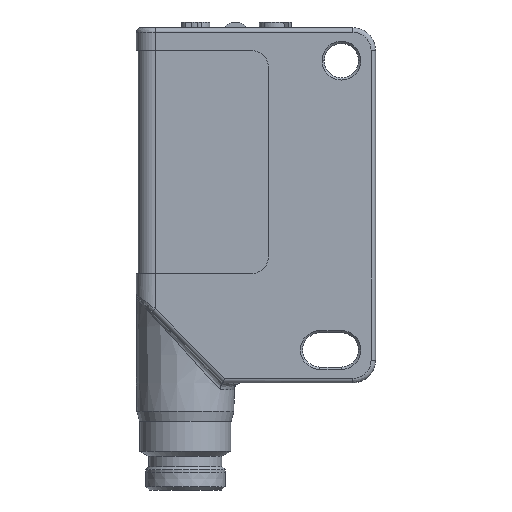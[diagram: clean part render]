
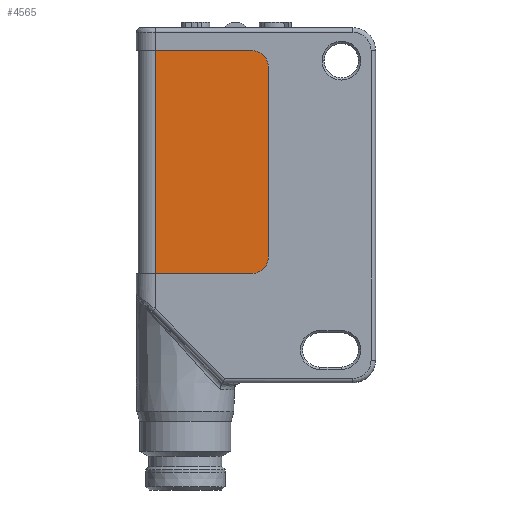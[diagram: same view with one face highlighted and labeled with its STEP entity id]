
A CAD part, front view. The second image highlights one B-rep face of the part: STEP entity #4565.
In plain terms, the highlighted planar face has unit normal (0, -1, 0).
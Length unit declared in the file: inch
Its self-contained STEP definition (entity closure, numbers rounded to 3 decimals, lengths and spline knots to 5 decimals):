
#85 = CARTESIAN_POINT ( 'NONE',  ( -0.3701, -0.24983, 0.43701 ) ) ;
#624 = DIRECTION ( 'NONE',  ( 0., 0., 1. ) ) ;
#1369 = AXIS2_PLACEMENT_3D ( 'NONE', #8459, #3139, #6252 ) ;
#1464 = CARTESIAN_POINT ( 'NONE',  ( -0.42916, -0.24983, 1.14969 ) ) ;
#1517 = DIRECTION ( 'NONE',  ( 1., 0., 0. ) ) ;
#1561 = CARTESIAN_POINT ( 'NONE',  ( -0.76181, -0.24983, 1.14969 ) ) ;
#1592 = VECTOR ( 'NONE', #624, 39.37008 ) ;
#2038 = DIRECTION ( 'NONE',  ( 0., 0., 1. ) ) ;
#2158 = PLANE ( 'NONE',  #2841 ) ;
#2637 = EDGE_CURVE ( 'NONE', #9526, #5124, #8104, .T. ) ;
#2841 = AXIS2_PLACEMENT_3D ( 'NONE', #9619, #10679, #4301 ) ;
#2893 = VERTEX_POINT ( 'NONE', #85 ) ;
#2963 = CIRCLE ( 'NONE', #13092, 0.05906 ) ;
#3139 = DIRECTION ( 'NONE',  ( 0., -1., 0. ) ) ;
#3244 = LINE ( 'NONE', #6338, #12726 ) ;
#3554 = CARTESIAN_POINT ( 'NONE',  ( -0.42916, -0.24983, 0.37795 ) ) ;
#3644 = LINE ( 'NONE', #1561, #8148 ) ;
#3850 = DIRECTION ( 'NONE',  ( -1., 0., 0. ) ) ;
#3988 = ORIENTED_EDGE ( 'NONE', *, *, #5872, .F. ) ;
#4301 = DIRECTION ( 'NONE',  ( 1., 0., 0. ) ) ;
#4529 = CARTESIAN_POINT ( 'NONE',  ( -0.3701, -0.24983, 1.09063 ) ) ;
#4565 = ADVANCED_FACE ( 'NONE', ( #8176 ), #2158, .T. ) ;
#4964 = EDGE_CURVE ( 'NONE', #5957, #2893, #2963, .T. ) ;
#4967 = EDGE_CURVE ( 'NONE', #10630, #5124, #3644, .T. ) ;
#5124 = VERTEX_POINT ( 'NONE', #6116 ) ;
#5872 = EDGE_CURVE ( 'NONE', #5957, #9526, #3244, .T. ) ;
#5957 = VERTEX_POINT ( 'NONE', #3554 ) ;
#6116 = CARTESIAN_POINT ( 'NONE',  ( -0.76181, -0.24983, 1.14969 ) ) ;
#6252 = DIRECTION ( 'NONE',  ( 1., 0., 0. ) ) ;
#6338 = CARTESIAN_POINT ( 'NONE',  ( -0.76181, -0.24983, 0.37795 ) ) ;
#7028 = CARTESIAN_POINT ( 'NONE',  ( -0.76181, -0.24983, 0.37795 ) ) ;
#7046 = VERTEX_POINT ( 'NONE', #4529 ) ;
#7409 = DIRECTION ( 'NONE',  ( -1., 0., 0. ) ) ;
#7457 = EDGE_CURVE ( 'NONE', #7046, #10630, #13802, .T. ) ;
#7462 = ORIENTED_EDGE ( 'NONE', *, *, #7457, .T. ) ;
#8104 = LINE ( 'NONE', #11486, #1592 ) ;
#8148 = VECTOR ( 'NONE', #3850, 39.37008 ) ;
#8176 = FACE_OUTER_BOUND ( 'NONE', #11809, .T. ) ;
#8440 = CARTESIAN_POINT ( 'NONE',  ( -0.3701, -0.24983, 0.48031 ) ) ;
#8459 = CARTESIAN_POINT ( 'NONE',  ( -0.42916, -0.24983, 1.09063 ) ) ;
#9168 = VECTOR ( 'NONE', #2038, 39.37008 ) ;
#9526 = VERTEX_POINT ( 'NONE', #7028 ) ;
#9563 = ORIENTED_EDGE ( 'NONE', *, *, #2637, .F. ) ;
#9607 = ORIENTED_EDGE ( 'NONE', *, *, #4967, .T. ) ;
#9619 = CARTESIAN_POINT ( 'NONE',  ( -0.76181, -0.24983, 0.48031 ) ) ;
#10630 = VERTEX_POINT ( 'NONE', #1464 ) ;
#10650 = LINE ( 'NONE', #8440, #9168 ) ;
#10679 = DIRECTION ( 'NONE',  ( 0., -1., 0. ) ) ;
#10789 = ORIENTED_EDGE ( 'NONE', *, *, #12819, .T. ) ;
#11195 = DIRECTION ( 'NONE',  ( 0., -1., 0. ) ) ;
#11486 = CARTESIAN_POINT ( 'NONE',  ( -0.76181, -0.24983, 0.48031 ) ) ;
#11809 = EDGE_LOOP ( 'NONE', ( #3988, #12702, #10789, #7462, #9607, #9563 ) ) ;
#12702 = ORIENTED_EDGE ( 'NONE', *, *, #4964, .T. ) ;
#12726 = VECTOR ( 'NONE', #7409, 39.37008 ) ;
#12819 = EDGE_CURVE ( 'NONE', #2893, #7046, #10650, .T. ) ;
#13092 = AXIS2_PLACEMENT_3D ( 'NONE', #13185, #11195, #1517 ) ;
#13185 = CARTESIAN_POINT ( 'NONE',  ( -0.42916, -0.24983, 0.43701 ) ) ;
#13802 = CIRCLE ( 'NONE', #1369, 0.05906 ) ;
